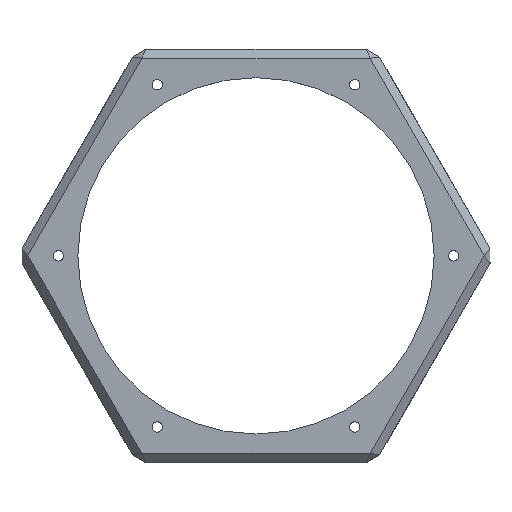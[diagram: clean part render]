
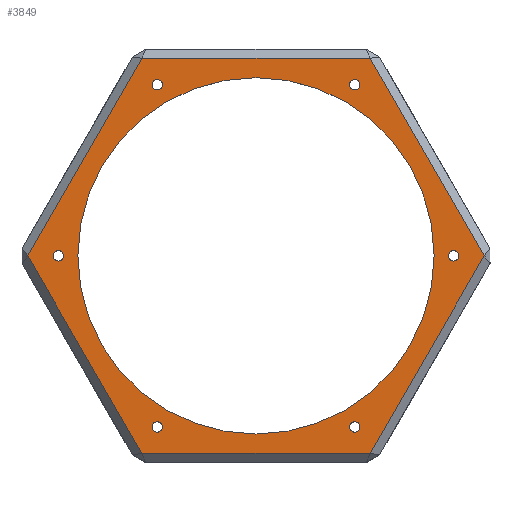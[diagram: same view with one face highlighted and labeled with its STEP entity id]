
A CAD part, top view. The second image highlights one B-rep face of the part: STEP entity #3849.
In plain terms, the highlighted planar face has unit normal (0, 0, 1).
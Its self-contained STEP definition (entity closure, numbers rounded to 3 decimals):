
#60=FACE_BOUND('',#560,.T.);
#61=FACE_BOUND('',#561,.T.);
#62=FACE_BOUND('',#562,.T.);
#63=FACE_BOUND('',#563,.T.);
#64=FACE_BOUND('',#564,.T.);
#65=FACE_BOUND('',#565,.T.);
#66=FACE_BOUND('',#566,.T.);
#95=CIRCLE('',#4093,60.4);
#96=CIRCLE('',#4094,1.75);
#97=CIRCLE('',#4095,1.75);
#98=CIRCLE('',#4096,1.75);
#99=CIRCLE('',#4097,1.75);
#100=CIRCLE('',#4098,1.75);
#101=CIRCLE('',#4099,1.75);
#302=FACE_OUTER_BOUND('',#559,.T.);
#559=EDGE_LOOP('',(#3240,#3241,#3242,#3243,#3244,#3245));
#560=EDGE_LOOP('',(#3246));
#561=EDGE_LOOP('',(#3247));
#562=EDGE_LOOP('',(#3248));
#563=EDGE_LOOP('',(#3249));
#564=EDGE_LOOP('',(#3250));
#565=EDGE_LOOP('',(#3251));
#566=EDGE_LOOP('',(#3252));
#1023=LINE('',#5996,#1510);
#1033=LINE('',#6015,#1520);
#1038=LINE('',#6024,#1525);
#1039=LINE('',#6026,#1526);
#1040=LINE('',#6028,#1527);
#1042=LINE('',#6031,#1529);
#1510=VECTOR('',#4914,10.);
#1520=VECTOR('',#4934,10.);
#1525=VECTOR('',#4945,10.);
#1526=VECTOR('',#4948,10.);
#1527=VECTOR('',#4951,10.);
#1529=VECTOR('',#4955,10.);
#1875=VERTEX_POINT('',#5972);
#1876=VERTEX_POINT('',#5979);
#1879=VERTEX_POINT('',#5989);
#1881=VERTEX_POINT('',#5999);
#1883=VERTEX_POINT('',#6008);
#1884=VERTEX_POINT('',#6017);
#1885=VERTEX_POINT('',#6033);
#1886=VERTEX_POINT('',#6035);
#1887=VERTEX_POINT('',#6037);
#1888=VERTEX_POINT('',#6039);
#1889=VERTEX_POINT('',#6041);
#1890=VERTEX_POINT('',#6043);
#1891=VERTEX_POINT('',#6045);
#2344=EDGE_CURVE('',#1875,#1879,#1023,.T.);
#2354=EDGE_CURVE('',#1879,#1883,#1033,.T.);
#2359=EDGE_CURVE('',#1883,#1884,#1038,.T.);
#2360=EDGE_CURVE('',#1884,#1881,#1039,.T.);
#2361=EDGE_CURVE('',#1881,#1876,#1040,.T.);
#2363=EDGE_CURVE('',#1876,#1875,#1042,.T.);
#2364=EDGE_CURVE('',#1885,#1885,#95,.F.);
#2365=EDGE_CURVE('',#1886,#1886,#96,.T.);
#2366=EDGE_CURVE('',#1887,#1887,#97,.T.);
#2367=EDGE_CURVE('',#1888,#1888,#98,.T.);
#2368=EDGE_CURVE('',#1889,#1889,#99,.T.);
#2369=EDGE_CURVE('',#1890,#1890,#100,.T.);
#2370=EDGE_CURVE('',#1891,#1891,#101,.T.);
#3240=ORIENTED_EDGE('',*,*,#2344,.F.);
#3241=ORIENTED_EDGE('',*,*,#2363,.F.);
#3242=ORIENTED_EDGE('',*,*,#2361,.F.);
#3243=ORIENTED_EDGE('',*,*,#2360,.F.);
#3244=ORIENTED_EDGE('',*,*,#2359,.F.);
#3245=ORIENTED_EDGE('',*,*,#2354,.F.);
#3246=ORIENTED_EDGE('',*,*,#2364,.T.);
#3247=ORIENTED_EDGE('',*,*,#2365,.T.);
#3248=ORIENTED_EDGE('',*,*,#2366,.T.);
#3249=ORIENTED_EDGE('',*,*,#2367,.T.);
#3250=ORIENTED_EDGE('',*,*,#2368,.T.);
#3251=ORIENTED_EDGE('',*,*,#2369,.T.);
#3252=ORIENTED_EDGE('',*,*,#2370,.T.);
#3640=PLANE('',#4092);
#3849=ADVANCED_FACE('',(#302,#60,#61,#62,#63,#64,#65,#66),#3640,.T.);
#4092=AXIS2_PLACEMENT_3D('',#6032,#4956,#4957);
#4093=AXIS2_PLACEMENT_3D('',#6034,#4958,#4959);
#4094=AXIS2_PLACEMENT_3D('',#6036,#4960,#4961);
#4095=AXIS2_PLACEMENT_3D('',#6038,#4962,#4963);
#4096=AXIS2_PLACEMENT_3D('',#6040,#4964,#4965);
#4097=AXIS2_PLACEMENT_3D('',#6042,#4966,#4967);
#4098=AXIS2_PLACEMENT_3D('',#6044,#4968,#4969);
#4099=AXIS2_PLACEMENT_3D('',#6046,#4970,#4971);
#4914=DIRECTION('',(1.,0.,0.));
#4934=DIRECTION('',(0.5,-0.866,0.));
#4945=DIRECTION('',(-0.5,-0.866,0.));
#4948=DIRECTION('',(-1.,0.,0.));
#4951=DIRECTION('',(-0.5,0.866,0.));
#4955=DIRECTION('',(0.5,0.866,0.));
#4956=DIRECTION('center_axis',(0.,0.,1.));
#4957=DIRECTION('ref_axis',(1.,0.,0.));
#4958=DIRECTION('center_axis',(0.,0.,1.));
#4959=DIRECTION('ref_axis',(1.,0.,0.));
#4960=DIRECTION('center_axis',(0.,0.,-1.));
#4961=DIRECTION('ref_axis',(-0.5,-0.866,0.));
#4962=DIRECTION('center_axis',(0.,0.,-1.));
#4963=DIRECTION('ref_axis',(0.5,-0.866,0.));
#4964=DIRECTION('center_axis',(0.,0.,-1.));
#4965=DIRECTION('ref_axis',(-1.,0.,0.));
#4966=DIRECTION('center_axis',(0.,0.,-1.));
#4967=DIRECTION('ref_axis',(1.,0.,0.));
#4968=DIRECTION('center_axis',(0.,0.,-1.));
#4969=DIRECTION('ref_axis',(0.5,0.866,0.));
#4970=DIRECTION('center_axis',(0.,0.,-1.));
#4971=DIRECTION('ref_axis',(-0.5,0.866,0.));
#5972=CARTESIAN_POINT('',(-38.681,-33.,3.));
#5979=CARTESIAN_POINT('',(-77.363,-100.,3.));
#5989=CARTESIAN_POINT('',(38.684,-33.,3.));
#5996=CARTESIAN_POINT('',(20.209,-33.,3.));
#5999=CARTESIAN_POINT('',(-38.681,-167.,3.));
#6008=CARTESIAN_POINT('',(77.367,-100.,3.));
#6015=CARTESIAN_POINT('',(68.129,-84.,3.));
#6017=CARTESIAN_POINT('',(38.684,-167.,3.));
#6024=CARTESIAN_POINT('',(47.922,-151.,3.));
#6026=CARTESIAN_POINT('',(-20.205,-167.,3.));
#6028=CARTESIAN_POINT('',(-68.125,-116.,3.));
#6031=CARTESIAN_POINT('',(-47.918,-49.,3.));
#6032=CARTESIAN_POINT('Origin',(0.002,-100.,3.));
#6033=CARTESIAN_POINT('',(-60.398,-100.,3.));
#6034=CARTESIAN_POINT('Origin',(0.002,-100.,3.));
#6035=CARTESIAN_POINT('',(67.849,-98.484,3.));
#6036=CARTESIAN_POINT('Origin',(66.974,-100.,3.));
#6037=CARTESIAN_POINT('',(32.613,-40.484,3.));
#6038=CARTESIAN_POINT('Origin',(33.488,-42.,3.));
#6039=CARTESIAN_POINT('',(35.238,-158.,3.));
#6040=CARTESIAN_POINT('Origin',(33.488,-158.,3.));
#6041=CARTESIAN_POINT('',(-35.234,-42.,3.));
#6042=CARTESIAN_POINT('Origin',(-33.484,-42.,3.));
#6043=CARTESIAN_POINT('',(-67.846,-101.516,3.));
#6044=CARTESIAN_POINT('Origin',(-66.971,-100.,3.));
#6045=CARTESIAN_POINT('',(-32.609,-159.516,3.));
#6046=CARTESIAN_POINT('Origin',(-33.484,-158.,3.));
